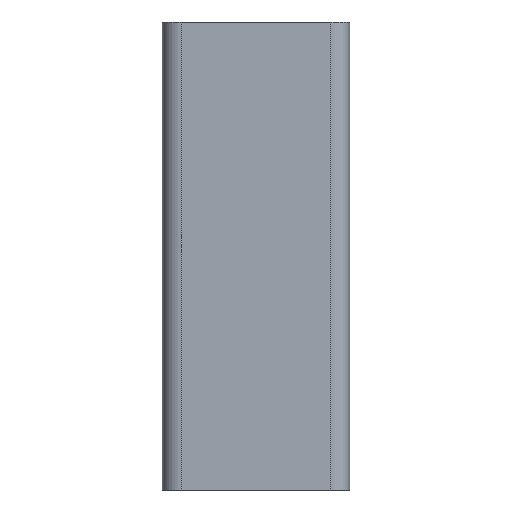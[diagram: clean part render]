
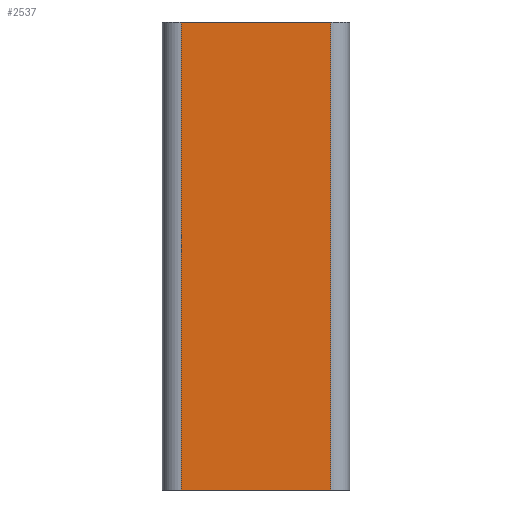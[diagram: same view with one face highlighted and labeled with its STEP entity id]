
A CAD part, front view. The second image highlights one B-rep face of the part: STEP entity #2537.
In plain terms, the highlighted planar face has unit normal (0, -1, 0).
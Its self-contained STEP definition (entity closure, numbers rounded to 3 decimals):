
#64 = AXIS2_PLACEMENT_3D ( 'NONE', #1884, #2473, #1844 ) ;
#74 = DIRECTION ( 'NONE',  ( 1., 0., 0. ) ) ;
#89 = VERTEX_POINT ( 'NONE', #951 ) ;
#110 = DIRECTION ( 'NONE',  ( 0., 0., -1. ) ) ;
#180 = VERTEX_POINT ( 'NONE', #804 ) ;
#228 = FACE_OUTER_BOUND ( 'NONE', #1983, .T. ) ;
#270 = CARTESIAN_POINT ( 'NONE',  ( -8., -10., 25. ) ) ;
#316 = VECTOR ( 'NONE', #74, 1000. ) ;
#334 = ORIENTED_EDGE ( 'NONE', *, *, #2244, .F. ) ;
#393 = ORIENTED_EDGE ( 'NONE', *, *, #955, .T. ) ;
#434 = LINE ( 'NONE', #463, #2003 ) ;
#463 = CARTESIAN_POINT ( 'NONE',  ( 8., -10., 25. ) ) ;
#644 = LINE ( 'NONE', #2106, #316 ) ;
#680 = EDGE_CURVE ( 'NONE', #180, #2541, #1726, .T. ) ;
#773 = DIRECTION ( 'NONE',  ( 0., 0., -1. ) ) ;
#804 = CARTESIAN_POINT ( 'NONE',  ( -8., -10., 25. ) ) ;
#951 = CARTESIAN_POINT ( 'NONE',  ( 8., -10., 25. ) ) ;
#955 = EDGE_CURVE ( 'NONE', #2541, #1724, #644, .T. ) ;
#956 = VECTOR ( 'NONE', #110, 1000. ) ;
#1184 = VECTOR ( 'NONE', #773, 1000. ) ;
#1375 = LINE ( 'NONE', #1577, #1184 ) ;
#1577 = CARTESIAN_POINT ( 'NONE',  ( 8., -10., 25. ) ) ;
#1724 = VERTEX_POINT ( 'NONE', #2491 ) ;
#1726 = LINE ( 'NONE', #270, #956 ) ;
#1840 = ORIENTED_EDGE ( 'NONE', *, *, #680, .T. ) ;
#1844 = DIRECTION ( 'NONE',  ( 0., 0., 1. ) ) ;
#1884 = CARTESIAN_POINT ( 'NONE',  ( 8., -10., 25. ) ) ;
#1983 = EDGE_LOOP ( 'NONE', ( #393, #2559, #334, #1840 ) ) ;
#2003 = VECTOR ( 'NONE', #2100, 1000. ) ;
#2069 = CARTESIAN_POINT ( 'NONE',  ( -8., -10., -25. ) ) ;
#2100 = DIRECTION ( 'NONE',  ( 1., 0., 0. ) ) ;
#2106 = CARTESIAN_POINT ( 'NONE',  ( 8., -10., -25. ) ) ;
#2244 = EDGE_CURVE ( 'NONE', #180, #89, #434, .T. ) ;
#2245 = PLANE ( 'NONE',  #64 ) ;
#2403 = EDGE_CURVE ( 'NONE', #89, #1724, #1375, .T. ) ;
#2473 = DIRECTION ( 'NONE',  ( 0., 1., 0. ) ) ;
#2491 = CARTESIAN_POINT ( 'NONE',  ( 8., -10., -25. ) ) ;
#2537 = ADVANCED_FACE ( 'NONE', ( #228 ), #2245, .F. ) ;
#2541 = VERTEX_POINT ( 'NONE', #2069 ) ;
#2559 = ORIENTED_EDGE ( 'NONE', *, *, #2403, .F. ) ;
